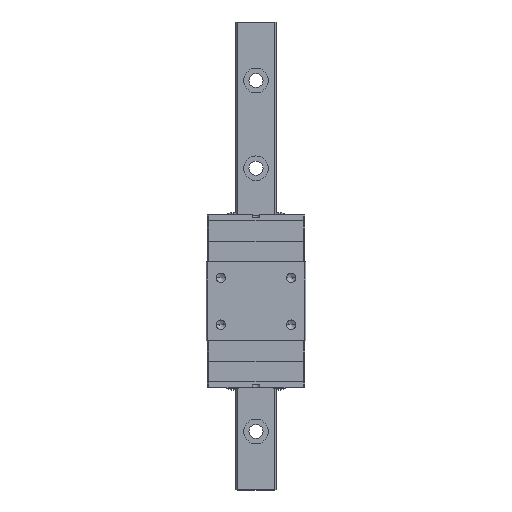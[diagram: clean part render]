
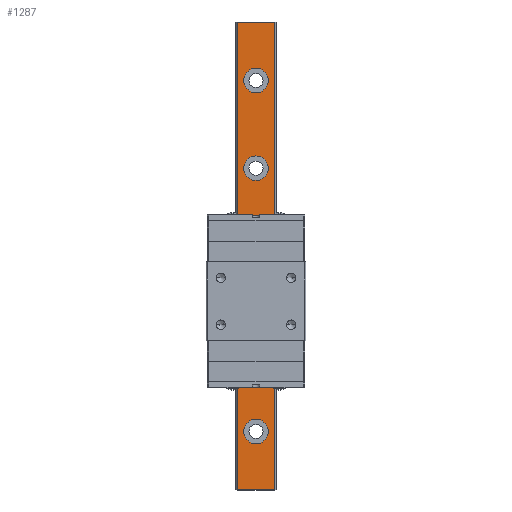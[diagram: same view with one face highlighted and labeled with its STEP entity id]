
A CAD part, top view. The second image highlights one B-rep face of the part: STEP entity #1287.
In plain terms, the highlighted planar face has unit normal (0, 0, 1).
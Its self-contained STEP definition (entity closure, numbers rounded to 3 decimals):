
#1287=ADVANCED_FACE('',(#2580,#2581,#2582,#2583,#2584,#2585),#2586,.T.);
#2580=FACE_BOUND('',#3875,.T.);
#2581=FACE_BOUND('',#3876,.T.);
#2582=FACE_BOUND('',#3877,.T.);
#2583=FACE_BOUND('',#3878,.T.);
#2584=FACE_BOUND('',#3879,.T.);
#2585=FACE_OUTER_BOUND('',#3880,.T.);
#2586=PLANE('',#3881);
#3875=EDGE_LOOP('',(#7691,#7692));
#3876=EDGE_LOOP('',(#7693,#7694));
#3877=EDGE_LOOP('',(#7695,#7696));
#3878=EDGE_LOOP('',(#7697,#7698));
#3879=EDGE_LOOP('',(#7699,#7700));
#3880=EDGE_LOOP('',(#7701,#7702,#7703,#7704));
#3881=AXIS2_PLACEMENT_3D('',#7705,#7706,#7707);
#7691=ORIENTED_EDGE('',*,*,#8983,.T.);
#7692=ORIENTED_EDGE('',*,*,#9295,.T.);
#7693=ORIENTED_EDGE('',*,*,#8973,.T.);
#7694=ORIENTED_EDGE('',*,*,#9302,.T.);
#7695=ORIENTED_EDGE('',*,*,#8963,.T.);
#7696=ORIENTED_EDGE('',*,*,#9309,.T.);
#7697=ORIENTED_EDGE('',*,*,#8953,.T.);
#7698=ORIENTED_EDGE('',*,*,#9316,.T.);
#7699=ORIENTED_EDGE('',*,*,#8943,.T.);
#7700=ORIENTED_EDGE('',*,*,#9323,.T.);
#7701=ORIENTED_EDGE('',*,*,#9277,.T.);
#7702=ORIENTED_EDGE('',*,*,#9349,.F.);
#7703=ORIENTED_EDGE('',*,*,#9159,.T.);
#7704=ORIENTED_EDGE('',*,*,#9347,.T.);
#7705=CARTESIAN_POINT('',(0.0,80.0,4.8));
#7706=DIRECTION('',(0.0,0.0,1.0));
#7707=DIRECTION('',(-1.0,0.0,0.0));
#8943=EDGE_CURVE('',#11012,#11009,#11013,.T.);
#8953=EDGE_CURVE('',#11030,#11027,#11031,.T.);
#8963=EDGE_CURVE('',#11048,#11045,#11049,.T.);
#8973=EDGE_CURVE('',#11066,#11063,#11067,.T.);
#8983=EDGE_CURVE('',#11084,#11081,#11085,.T.);
#9159=EDGE_CURVE('',#11355,#11353,#11356,.T.);
#9277=EDGE_CURVE('',#11544,#11542,#11545,.T.);
#9295=EDGE_CURVE('',#11081,#11084,#11572,.T.);
#9302=EDGE_CURVE('',#11063,#11066,#11579,.T.);
#9309=EDGE_CURVE('',#11045,#11048,#11586,.T.);
#9316=EDGE_CURVE('',#11027,#11030,#11593,.T.);
#9323=EDGE_CURVE('',#11009,#11012,#11600,.T.);
#9347=EDGE_CURVE('',#11353,#11544,#11624,.T.);
#9349=EDGE_CURVE('',#11355,#11542,#11626,.T.);
#11009=VERTEX_POINT('',#14354);
#11012=VERTEX_POINT('',#14358);
#11013=CIRCLE('',#14359,2.1);
#11027=VERTEX_POINT('',#14376);
#11030=VERTEX_POINT('',#14380);
#11031=CIRCLE('',#14381,2.1);
#11045=VERTEX_POINT('',#14398);
#11048=VERTEX_POINT('',#14402);
#11049=CIRCLE('',#14403,2.1);
#11063=VERTEX_POINT('',#14420);
#11066=VERTEX_POINT('',#14424);
#11067=CIRCLE('',#14425,2.1);
#11081=VERTEX_POINT('',#14442);
#11084=VERTEX_POINT('',#14446);
#11085=CIRCLE('',#14447,2.1);
#11353=VERTEX_POINT('',#14837);
#11355=VERTEX_POINT('',#14840);
#11356=LINE('',#14841,#14842);
#11542=VERTEX_POINT('',#15106);
#11544=VERTEX_POINT('',#15109);
#11545=LINE('',#15110,#15111);
#11572=CIRCLE('',#15142,2.1);
#11579=CIRCLE('',#15149,2.1);
#11586=CIRCLE('',#15156,2.1);
#11593=CIRCLE('',#15163,2.1);
#11600=CIRCLE('',#15170,2.1);
#11624=LINE('',#15205,#15206);
#11626=LINE('',#15208,#15209);
#14354=CARTESIAN_POINT('',(2.1,10.0,4.8));
#14358=CARTESIAN_POINT('',(-2.1,10.0,4.8));
#14359=AXIS2_PLACEMENT_3D('',#16369,#16370,#16371);
#14376=CARTESIAN_POINT('',(2.1,25.0,4.8));
#14380=CARTESIAN_POINT('',(-2.1,25.0,4.8));
#14381=AXIS2_PLACEMENT_3D('',#16385,#16386,#16387);
#14398=CARTESIAN_POINT('',(2.1,40.0,4.8));
#14402=CARTESIAN_POINT('',(-2.1,40.0,4.8));
#14403=AXIS2_PLACEMENT_3D('',#16401,#16402,#16403);
#14420=CARTESIAN_POINT('',(2.1,55.0,4.8));
#14424=CARTESIAN_POINT('',(-2.1,55.0,4.8));
#14425=AXIS2_PLACEMENT_3D('',#16417,#16418,#16419);
#14442=CARTESIAN_POINT('',(2.1,70.0,4.8));
#14446=CARTESIAN_POINT('',(-2.1,70.0,4.8));
#14447=AXIS2_PLACEMENT_3D('',#16433,#16434,#16435);
#14837=CARTESIAN_POINT('',(-3.2,80.0,4.8));
#14840=CARTESIAN_POINT('',(3.2,80.0,4.8));
#14841=CARTESIAN_POINT('',(3.2,80.0,4.8));
#14842=VECTOR('',#16589,1.0);
#15106=CARTESIAN_POINT('',(3.2,0.0,4.8));
#15109=CARTESIAN_POINT('',(-3.2,0.0,4.8));
#15110=CARTESIAN_POINT('',(3.2,0.0,4.8));
#15111=VECTOR('',#16711,1.0);
#15142=AXIS2_PLACEMENT_3D('',#16746,#16747,#16748);
#15149=AXIS2_PLACEMENT_3D('',#16758,#16759,#16760);
#15156=AXIS2_PLACEMENT_3D('',#16770,#16771,#16772);
#15163=AXIS2_PLACEMENT_3D('',#16782,#16783,#16784);
#15170=AXIS2_PLACEMENT_3D('',#16794,#16795,#16796);
#15205=CARTESIAN_POINT('',(-3.2,80.0,4.8));
#15206=VECTOR('',#16808,1.0);
#15208=CARTESIAN_POINT('',(3.2,80.0,4.8));
#15209=VECTOR('',#16809,1.0);
#16369=CARTESIAN_POINT('',(0.0,10.0,4.8));
#16370=DIRECTION('',(0.0,0.0,-1.0));
#16371=DIRECTION('',(1.0,0.0,0.0));
#16385=CARTESIAN_POINT('',(0.0,25.0,4.8));
#16386=DIRECTION('',(0.0,0.0,-1.0));
#16387=DIRECTION('',(1.0,0.0,0.0));
#16401=CARTESIAN_POINT('',(0.0,40.0,4.8));
#16402=DIRECTION('',(0.0,0.0,-1.0));
#16403=DIRECTION('',(1.0,0.0,0.0));
#16417=CARTESIAN_POINT('',(0.0,55.0,4.8));
#16418=DIRECTION('',(0.0,0.0,-1.0));
#16419=DIRECTION('',(1.0,0.0,0.0));
#16433=CARTESIAN_POINT('',(0.0,70.0,4.8));
#16434=DIRECTION('',(0.0,0.0,-1.0));
#16435=DIRECTION('',(1.0,0.0,0.0));
#16589=DIRECTION('',(-1.0,0.0,0.0));
#16711=DIRECTION('',(1.0,0.0,0.0));
#16746=CARTESIAN_POINT('',(0.0,70.0,4.8));
#16747=DIRECTION('',(0.0,0.0,-1.0));
#16748=DIRECTION('',(1.0,0.0,0.0));
#16758=CARTESIAN_POINT('',(0.0,55.0,4.8));
#16759=DIRECTION('',(0.0,0.0,-1.0));
#16760=DIRECTION('',(1.0,0.0,0.0));
#16770=CARTESIAN_POINT('',(0.0,40.0,4.8));
#16771=DIRECTION('',(0.0,0.0,-1.0));
#16772=DIRECTION('',(1.0,0.0,0.0));
#16782=CARTESIAN_POINT('',(0.0,25.0,4.8));
#16783=DIRECTION('',(0.0,0.0,-1.0));
#16784=DIRECTION('',(1.0,0.0,0.0));
#16794=CARTESIAN_POINT('',(0.0,10.0,4.8));
#16795=DIRECTION('',(0.0,0.0,-1.0));
#16796=DIRECTION('',(1.0,0.0,0.0));
#16808=DIRECTION('',(0.0,-1.0,0.0));
#16809=DIRECTION('',(0.0,-1.0,0.0));
